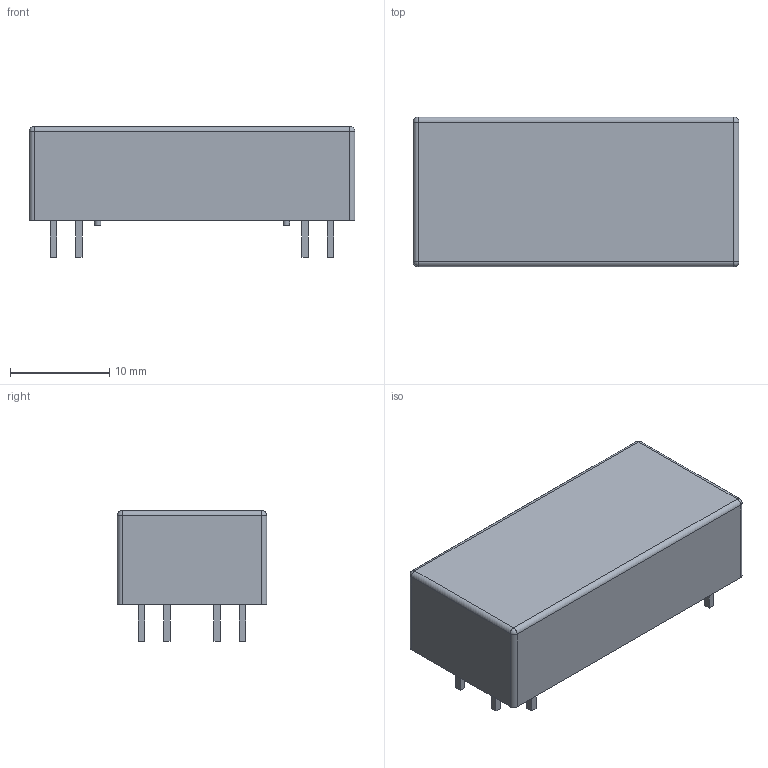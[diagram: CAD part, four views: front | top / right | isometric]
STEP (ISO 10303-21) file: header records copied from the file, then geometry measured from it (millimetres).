
FILE_DESCRIPTION(/* description */ (''),/* implementation_level */ '2;1');
FILE_NAME(/* name */ 'REL_MEDER_BE05-2E85-M.stp',/* time_stamp */ '2017-06-07T09:29:03+02:00',/* author */ ('jchouvet'),/* organization */ (''),/* preprocessor_version */ 'ST-DEVELOPER v16.1',/* originating_system */ 'AutoCAD Mechanical',/* authorisation */ '');
FILE_SCHEMA (('AUTOMOTIVE_DESIGN { 1 0 10303 214 3 1 1 }'));
Length unit declared in the file: millimetre
Products named in the file (1): Product
Bounding box: 32.9 x 15.1 x 13.2 mm (x, y, z)
Volume: 4725.6 mm3; surface area: 1966.9 mm2
Topology: 13 solids, 13 shells, 78 faces, 144 edges, 92 vertices
Faces by surface type: plane 62, cylinder 12, sphere 4
Full cylindrical faces by diameter (mm): 0.65 x4
Entity records: 1910 total; most frequent: DIRECTION 322, CARTESIAN_POINT 311, ORIENTED_EDGE 280, EDGE_CURVE 140, LINE 116, VECTOR 116, AXIS2_PLACEMENT_3D 103, VERTEX_POINT 92
